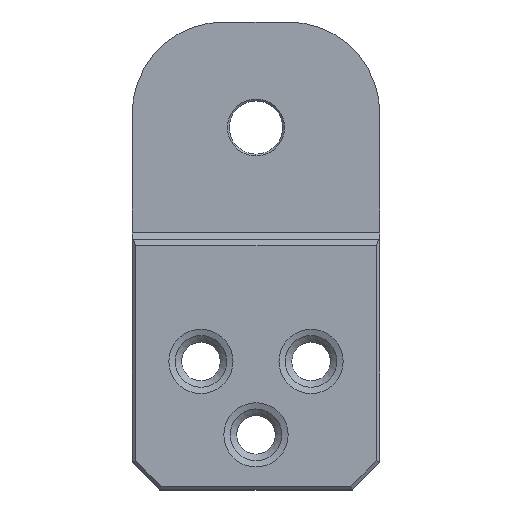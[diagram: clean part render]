
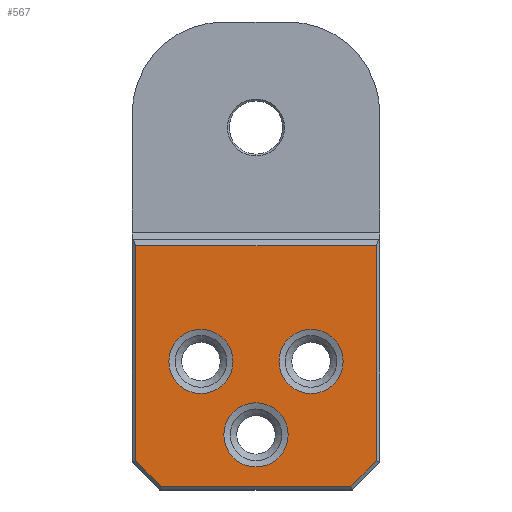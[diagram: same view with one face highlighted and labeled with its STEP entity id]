
A CAD part, top view. The second image highlights one B-rep face of the part: STEP entity #567.
In plain terms, the highlighted planar face has unit normal (0, 0, 1).
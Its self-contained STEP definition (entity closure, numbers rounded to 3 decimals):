
#157 = VERTEX_POINT('',#158);
#158 = CARTESIAN_POINT('',(39.9,-111.4,3.3));
#167 = VERTEX_POINT('',#168);
#168 = CARTESIAN_POINT('',(39.9,-134.834,3.3));
#174 = EDGE_CURVE('',#157,#167,#175,.T.);
#175 = LINE('',#176,#177);
#176 = CARTESIAN_POINT('',(39.9,-111.,3.3));
#177 = VECTOR('',#178,1.);
#178 = DIRECTION('',(0.,-1.,0.));
#488 = EDGE_CURVE('',#157,#489,#491,.T.);
#489 = VERTEX_POINT('',#490);
#490 = CARTESIAN_POINT('',(66.1,-111.4,3.3));
#491 = LINE('',#492,#493);
#492 = CARTESIAN_POINT('',(39.5,-111.4,3.3));
#493 = VECTOR('',#494,1.);
#494 = DIRECTION('',(1.,0.,0.));
#547 = EDGE_CURVE('',#489,#548,#550,.T.);
#548 = VERTEX_POINT('',#549);
#549 = CARTESIAN_POINT('',(66.1,-134.834,3.3));
#550 = LINE('',#551,#552);
#551 = CARTESIAN_POINT('',(66.1,-111.,3.3));
#552 = VECTOR('',#553,1.);
#553 = DIRECTION('',(0.,-1.,0.));
#567 = ADVANCED_FACE('',(#568,#595,#606,#617),#628,.F.);
#568 = FACE_BOUND('',#569,.F.);
#569 = EDGE_LOOP('',(#570,#571,#572,#573,#581,#589));
#570 = ORIENTED_EDGE('',*,*,#174,.F.);
#571 = ORIENTED_EDGE('',*,*,#488,.T.);
#572 = ORIENTED_EDGE('',*,*,#547,.T.);
#573 = ORIENTED_EDGE('',*,*,#574,.F.);
#574 = EDGE_CURVE('',#575,#548,#577,.T.);
#575 = VERTEX_POINT('',#576);
#576 = CARTESIAN_POINT('',(63.334,-137.6,3.3));
#577 = LINE('',#578,#579);
#578 = CARTESIAN_POINT('',(63.217,-137.717,3.3));
#579 = VECTOR('',#580,1.);
#580 = DIRECTION('',(0.707,0.707,0.));
#581 = ORIENTED_EDGE('',*,*,#582,.F.);
#582 = EDGE_CURVE('',#583,#575,#585,.T.);
#583 = VERTEX_POINT('',#584);
#584 = CARTESIAN_POINT('',(42.666,-137.6,3.3));
#585 = LINE('',#586,#587);
#586 = CARTESIAN_POINT('',(42.5,-137.6,3.3));
#587 = VECTOR('',#588,1.);
#588 = DIRECTION('',(1.,0.,0.));
#589 = ORIENTED_EDGE('',*,*,#590,.F.);
#590 = EDGE_CURVE('',#167,#583,#591,.T.);
#591 = LINE('',#592,#593);
#592 = CARTESIAN_POINT('',(39.783,-134.717,3.3));
#593 = VECTOR('',#594,1.);
#594 = DIRECTION('',(0.707,-0.707,0.)
  );
#595 = FACE_BOUND('',#596,.F.);
#596 = EDGE_LOOP('',(#597));
#597 = ORIENTED_EDGE('',*,*,#598,.F.);
#598 = EDGE_CURVE('',#599,#599,#601,.T.);
#599 = VERTEX_POINT('',#600);
#600 = CARTESIAN_POINT('',(62.5,-124.,3.3));
#601 = CIRCLE('',#602,3.5);
#602 = AXIS2_PLACEMENT_3D('',#603,#604,#605);
#603 = CARTESIAN_POINT('',(59.,-124.,3.3));
#604 = DIRECTION('',(0.,0.,-1.));
#605 = DIRECTION('',(1.,0.,0.));
#606 = FACE_BOUND('',#607,.F.);
#607 = EDGE_LOOP('',(#608));
#608 = ORIENTED_EDGE('',*,*,#609,.F.);
#609 = EDGE_CURVE('',#610,#610,#612,.T.);
#610 = VERTEX_POINT('',#611);
#611 = CARTESIAN_POINT('',(56.5,-132.,3.3));
#612 = CIRCLE('',#613,3.5);
#613 = AXIS2_PLACEMENT_3D('',#614,#615,#616);
#614 = CARTESIAN_POINT('',(53.,-132.,3.3));
#615 = DIRECTION('',(0.,0.,-1.));
#616 = DIRECTION('',(1.,0.,0.));
#617 = FACE_BOUND('',#618,.F.);
#618 = EDGE_LOOP('',(#619));
#619 = ORIENTED_EDGE('',*,*,#620,.F.);
#620 = EDGE_CURVE('',#621,#621,#623,.T.);
#621 = VERTEX_POINT('',#622);
#622 = CARTESIAN_POINT('',(50.5,-124.,3.3));
#623 = CIRCLE('',#624,3.5);
#624 = AXIS2_PLACEMENT_3D('',#625,#626,#627);
#625 = CARTESIAN_POINT('',(47.,-124.,3.3));
#626 = DIRECTION('',(0.,0.,-1.));
#627 = DIRECTION('',(1.,0.,0.));
#628 = PLANE('',#629);
#629 = AXIS2_PLACEMENT_3D('',#630,#631,#632);
#630 = CARTESIAN_POINT('',(39.5,-110.,3.3));
#631 = DIRECTION('',(0.,0.,-1.));
#632 = DIRECTION('',(0.,-1.,0.));
